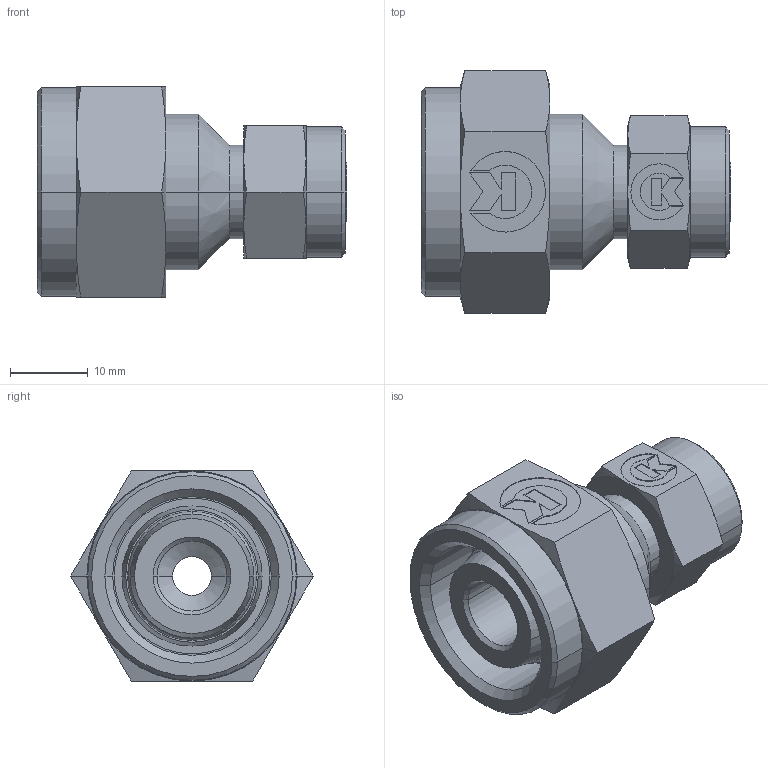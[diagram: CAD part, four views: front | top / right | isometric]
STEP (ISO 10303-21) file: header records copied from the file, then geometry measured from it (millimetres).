
FILE_DESCRIPTION( ( '' ), '1' );
FILE_NAME( '31670815.stp', '2012-08-13T11:02:24', ( '' ), ( '' ), ' ', ' ', ' ' );
FILE_SCHEMA( ( 'CONFIG_CONTROL_DESIGN' ) );
Length unit declared in the file: millimetre
Products named in the file (3): 1; 2; 3
Bounding box: 39.7 x 31.18 x 27 mm (x, y, z)
Volume: 12202.8 mm3; surface area: 7812.1 mm2
Topology: 3 solids, 5 shells, 201 faces, 472 edges, 296 vertices
Faces by surface type: plane 89, cone 64, cylinder 36, torus 12
Entity records: 5838 total; most frequent: CARTESIAN_POINT 1068, DIRECTION 1012, ORIENTED_EDGE 944, EDGE_CURVE 472, AXIS2_PLACEMENT_3D 384, VERTEX_POINT 296, LINE 244, VECTOR 244
